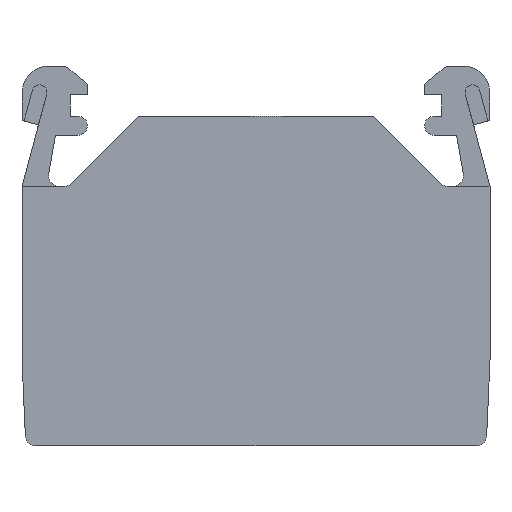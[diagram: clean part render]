
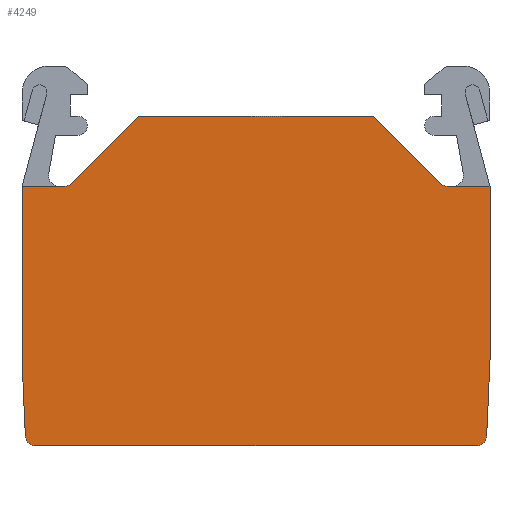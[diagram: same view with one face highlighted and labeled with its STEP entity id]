
A CAD part, front view. The second image highlights one B-rep face of the part: STEP entity #4249.
In plain terms, the highlighted planar face has unit normal (0, -1, 0).
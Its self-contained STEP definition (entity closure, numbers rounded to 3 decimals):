
#129=CIRCLE('',#4529,1.);
#130=CIRCLE('',#4534,1.);
#131=CIRCLE('',#4536,1.);
#133=CIRCLE('',#4542,1.);
#301=FACE_OUTER_BOUND('',#530,.T.);
#530=EDGE_LOOP('',(#3345,#3346,#3347,#3348,#3349,#3350,#3351,#3352,#3353,
#3354,#3355,#3356,#3357,#3358));
#840=LINE('',#6365,#1335);
#847=LINE('',#6380,#1342);
#862=LINE('',#6410,#1357);
#934=LINE('',#6626,#1429);
#937=LINE('',#6632,#1432);
#940=LINE('',#6637,#1435);
#944=LINE('',#6649,#1439);
#947=LINE('',#6655,#1442);
#951=LINE('',#6663,#1446);
#954=LINE('',#6672,#1449);
#1335=VECTOR('',#5084,41.378);
#1342=VECTOR('',#5093,8.92);
#1357=VECTOR('',#5110,22.);
#1429=VECTOR('',#5310,3.986);
#1432=VECTOR('',#5315,16.3);
#1435=VECTOR('',#5320,7.15);
#1439=VECTOR('',#5334,7.15);
#1442=VECTOR('',#5339,16.3);
#1446=VECTOR('',#5345,3.986);
#1449=VECTOR('',#5356,8.92);
#1849=VERTEX_POINT('',#6362);
#1850=VERTEX_POINT('',#6364);
#1856=VERTEX_POINT('',#6378);
#1857=VERTEX_POINT('',#6379);
#1871=VERTEX_POINT('',#6409);
#1922=VERTEX_POINT('',#6616);
#1925=VERTEX_POINT('',#6624);
#1927=VERTEX_POINT('',#6630);
#1928=VERTEX_POINT('',#6635);
#1929=VERTEX_POINT('',#6641);
#1931=VERTEX_POINT('',#6647);
#1933=VERTEX_POINT('',#6653);
#1936=VERTEX_POINT('',#6661);
#1938=VERTEX_POINT('',#6667);
#2317=EDGE_CURVE('',#1850,#1849,#840,.T.);
#2324=EDGE_CURVE('',#1856,#1857,#847,.T.);
#2339=EDGE_CURVE('',#1871,#1856,#862,.T.);
#2431=EDGE_CURVE('',#1857,#1922,#129,.T.);
#2435=EDGE_CURVE('',#1922,#1925,#934,.T.);
#2438=EDGE_CURVE('',#1925,#1927,#937,.T.);
#2441=EDGE_CURVE('',#1927,#1928,#940,.T.);
#2442=EDGE_CURVE('',#1928,#1850,#130,.T.);
#2444=EDGE_CURVE('',#1849,#1929,#131,.T.);
#2447=EDGE_CURVE('',#1929,#1931,#944,.T.);
#2450=EDGE_CURVE('',#1931,#1933,#947,.T.);
#2454=EDGE_CURVE('',#1933,#1936,#951,.T.);
#2457=EDGE_CURVE('',#1936,#1938,#133,.T.);
#2459=EDGE_CURVE('',#1938,#1871,#954,.T.);
#3345=ORIENTED_EDGE('',*,*,#2459,.T.);
#3346=ORIENTED_EDGE('',*,*,#2339,.T.);
#3347=ORIENTED_EDGE('',*,*,#2324,.T.);
#3348=ORIENTED_EDGE('',*,*,#2431,.T.);
#3349=ORIENTED_EDGE('',*,*,#2435,.T.);
#3350=ORIENTED_EDGE('',*,*,#2438,.T.);
#3351=ORIENTED_EDGE('',*,*,#2441,.T.);
#3352=ORIENTED_EDGE('',*,*,#2442,.T.);
#3353=ORIENTED_EDGE('',*,*,#2317,.T.);
#3354=ORIENTED_EDGE('',*,*,#2444,.T.);
#3355=ORIENTED_EDGE('',*,*,#2447,.T.);
#3356=ORIENTED_EDGE('',*,*,#2450,.T.);
#3357=ORIENTED_EDGE('',*,*,#2454,.T.);
#3358=ORIENTED_EDGE('',*,*,#2457,.T.);
#4059=PLANE('',#4544);
#4249=ADVANCED_FACE('',(#301),#4059,.F.);
#4529=AXIS2_PLACEMENT_3D('',#6618,#5303,#5304);
#4534=AXIS2_PLACEMENT_3D('',#6639,#5323,#5324);
#4536=AXIS2_PLACEMENT_3D('',#6643,#5328,#5329);
#4542=AXIS2_PLACEMENT_3D('',#6669,#5351,#5352);
#4544=AXIS2_PLACEMENT_3D('',#6673,#5357,#5358);
#5084=DIRECTION('',(1.,0.,0.));
#5093=DIRECTION('',(-0.707,0.,-0.707));
#5110=DIRECTION('',(-1.,0.,0.));
#5303=DIRECTION('center_axis',(0.,1.,0.));
#5304=DIRECTION('ref_axis',(0.707,0.,-0.707));
#5310=DIRECTION('',(-1.,0.,0.));
#5315=DIRECTION('',(0.,0.,-1.));
#5320=DIRECTION('',(0.044,0.,-0.999));
#5323=DIRECTION('center_axis',(0.,-1.,0.));
#5324=DIRECTION('ref_axis',(0.,0.,
1.));
#5328=DIRECTION('center_axis',(0.,-1.,0.));
#5329=DIRECTION('ref_axis',(-0.999,0.,0.044));
#5334=DIRECTION('',(0.044,0.,0.999));
#5339=DIRECTION('',(0.,0.,1.));
#5345=DIRECTION('',(-1.,0.,0.));
#5351=DIRECTION('center_axis',(0.,1.,0.));
#5352=DIRECTION('ref_axis',(0.,0.,
-1.));
#5356=DIRECTION('',(-0.707,0.,0.707));
#5357=DIRECTION('center_axis',(0.,1.,0.));
#5358=DIRECTION('ref_axis',(-1.,0.,0.));
#6362=CARTESIAN_POINT('',(20.689,-9.6,0.));
#6364=CARTESIAN_POINT('',(-20.689,-9.6,0.));
#6365=CARTESIAN_POINT('',(-20.689,-9.6,0.));
#6378=CARTESIAN_POINT('',(-11.,-9.6,31.));
#6379=CARTESIAN_POINT('',(-17.307,-9.6,24.693));
#6380=CARTESIAN_POINT('',(-11.,-9.6,31.));
#6409=CARTESIAN_POINT('',(11.,-9.6,31.));
#6410=CARTESIAN_POINT('',(11.,-9.6,31.));
#6616=CARTESIAN_POINT('',(-18.014,-9.6,24.4));
#6618=CARTESIAN_POINT('Origin',(-18.014,-9.6,25.4));
#6624=CARTESIAN_POINT('',(-22.,-9.6,24.4));
#6626=CARTESIAN_POINT('',(-18.014,-9.6,24.4));
#6630=CARTESIAN_POINT('',(-22.,-9.6,8.1));
#6632=CARTESIAN_POINT('',(-22.,-9.6,24.4));
#6635=CARTESIAN_POINT('',(-21.688,-9.6,0.956));
#6637=CARTESIAN_POINT('',(-22.,-9.6,8.1));
#6639=CARTESIAN_POINT('Origin',(-20.689,-9.6,1.));
#6641=CARTESIAN_POINT('',(21.688,-9.6,0.956));
#6643=CARTESIAN_POINT('Origin',(20.689,-9.6,1.));
#6647=CARTESIAN_POINT('',(22.,-9.6,8.1));
#6649=CARTESIAN_POINT('',(21.688,-9.6,0.956));
#6653=CARTESIAN_POINT('',(22.,-9.6,24.4));
#6655=CARTESIAN_POINT('',(22.,-9.6,8.1));
#6661=CARTESIAN_POINT('',(18.014,-9.6,24.4));
#6663=CARTESIAN_POINT('',(22.,-9.6,24.4));
#6667=CARTESIAN_POINT('',(17.307,-9.6,24.693));
#6669=CARTESIAN_POINT('Origin',(18.014,-9.6,25.4));
#6672=CARTESIAN_POINT('',(17.307,-9.6,24.693));
#6673=CARTESIAN_POINT('Origin',(0.,-9.6,
14.265));
